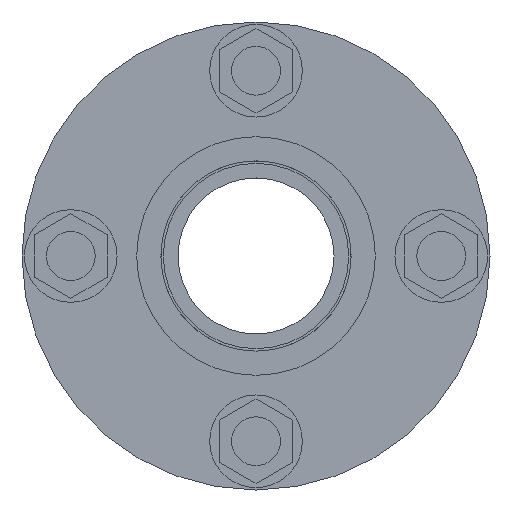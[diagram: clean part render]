
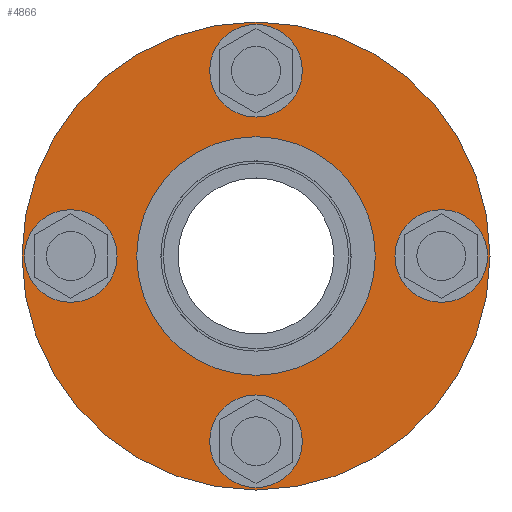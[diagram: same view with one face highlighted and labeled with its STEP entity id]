
A CAD part, front view. The second image highlights one B-rep face of the part: STEP entity #4866.
In plain terms, the highlighted planar face has unit normal (0, -1, 0).
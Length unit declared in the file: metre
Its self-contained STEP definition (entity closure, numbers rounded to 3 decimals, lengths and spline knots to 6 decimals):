
#350 = CARTESIAN_POINT('NONE', (-0.0762, -0.021361, -0));
#351 = VERTEX_POINT('NONE', #350);
#354 = CARTESIAN_POINT('NONE', (-0.009525, -0.021361, -0.060325));
#355 = VERTEX_POINT('NONE', #354);
#358 = CARTESIAN_POINT('NONE', (0.0508, -0.021361, 0.));
#359 = VERTEX_POINT('NONE', #358);
#362 = CARTESIAN_POINT('NONE', (-0.009525, -0.021361, 0.060325));
#363 = VERTEX_POINT('NONE', #362);
#366 = CARTESIAN_POINT('NONE', (-0.06985, -0.021361, 0.));
#367 = VERTEX_POINT('NONE', #366);
#372 = CARTESIAN_POINT('NONE', (-0.038862, -0.021361, -0));
#373 = VERTEX_POINT('NONE', #372);
#1553 = DIRECTION('NONE', (-1, 0., 0.));
#1554 = DIRECTION('NONE', (0., -1, 0));
#1555 = CARTESIAN_POINT('NONE', (0., -0.021361, 0.));
#1556 = AXIS2_PLACEMENT_3D('NONE', #1555, #1554, #1553);
#1557 = CIRCLE('NONE', #1556, 0.0762);
#1567 = DIRECTION('NONE', (-1, 0, 0.));
#1568 = DIRECTION('NONE', (0, 1, -0));
#1569 = CARTESIAN_POINT('NONE', (0., -0.021361, -0.060325));
#1570 = AXIS2_PLACEMENT_3D('NONE', #1569, #1568, #1567);
#1571 = CIRCLE('NONE', #1570, 0.009525);
#1581 = DIRECTION('NONE', (-1, 0, 0.));
#1582 = DIRECTION('NONE', (0, 1, 0));
#1583 = CARTESIAN_POINT('NONE', (0.060325, -0.021361, -0));
#1584 = AXIS2_PLACEMENT_3D('NONE', #1583, #1582, #1581);
#1585 = CIRCLE('NONE', #1584, 0.009525);
#1595 = DIRECTION('NONE', (-1, 0, -0));
#1596 = DIRECTION('NONE', (0, 1, -0));
#1597 = CARTESIAN_POINT('NONE', (0., -0.021361, 0.060325));
#1598 = AXIS2_PLACEMENT_3D('NONE', #1597, #1596, #1595);
#1599 = CIRCLE('NONE', #1598, 0.009525);
#1609 = DIRECTION('NONE', (-1, 0, 0.));
#1610 = DIRECTION('NONE', (0, 1, 0));
#1611 = CARTESIAN_POINT('NONE', (-0.060325, -0.021361, 0.));
#1612 = AXIS2_PLACEMENT_3D('NONE', #1611, #1610, #1609);
#1613 = CIRCLE('NONE', #1612, 0.009525);
#1628 = DIRECTION('NONE', (-1, 0., -0));
#1629 = DIRECTION('NONE', (0., -1, 0));
#1630 = CARTESIAN_POINT('NONE', (0, -0.021361, 0));
#1631 = AXIS2_PLACEMENT_3D('NONE', #1630, #1629, #1628);
#1632 = CIRCLE('NONE', #1631, 0.038862);
#3042 = EDGE_CURVE('NONE', #351, #351, #1557, .T.);
#3045 = EDGE_CURVE('NONE', #355, #355, #1571, .T.);
#3048 = EDGE_CURVE('NONE', #359, #359, #1585, .T.);
#3051 = EDGE_CURVE('NONE', #363, #363, #1599, .T.);
#3054 = EDGE_CURVE('NONE', #367, #367, #1613, .T.);
#3058 = EDGE_CURVE('NONE', #373, #373, #1632, .T.);
#3703 = CARTESIAN_POINT('NONE', (0., -0.021361, -0));
#3704 = DIRECTION('NONE', (0., -1, 0));
#3705 = AXIS2_PLACEMENT_3D('NONE', #3703, #3704, $);
#3706 = PLANE('NONE', #3705);
#4848 = ORIENTED_EDGE('NONE', *, *, #3042, .T.);
#4849 = ORIENTED_EDGE('NONE', *, *, #3045, .T.);
#4850 = ORIENTED_EDGE('NONE', *, *, #3048, .T.);
#4851 = ORIENTED_EDGE('NONE', *, *, #3051, .T.);
#4852 = ORIENTED_EDGE('NONE', *, *, #3054, .T.);
#4853 = ORIENTED_EDGE('NONE', *, *, #3058, .F.);
#4854 = EDGE_LOOP('NONE', (#4848));
#4855 = FACE_BOUND('NONE', #4854, .T.);
#4856 = EDGE_LOOP('NONE', (#4849));
#4857 = FACE_BOUND('NONE', #4856, .T.);
#4858 = EDGE_LOOP('NONE', (#4850));
#4859 = FACE_BOUND('NONE', #4858, .T.);
#4860 = EDGE_LOOP('NONE', (#4851));
#4861 = FACE_BOUND('NONE', #4860, .T.);
#4862 = EDGE_LOOP('NONE', (#4852));
#4863 = FACE_BOUND('NONE', #4862, .T.);
#4864 = EDGE_LOOP('NONE', (#4853));
#4865 = FACE_BOUND('NONE', #4864, .T.);
#4866 = ADVANCED_FACE('NONE', (#4855, #4857, #4859, #4861, #4863, #4865), #3706, .T.);
